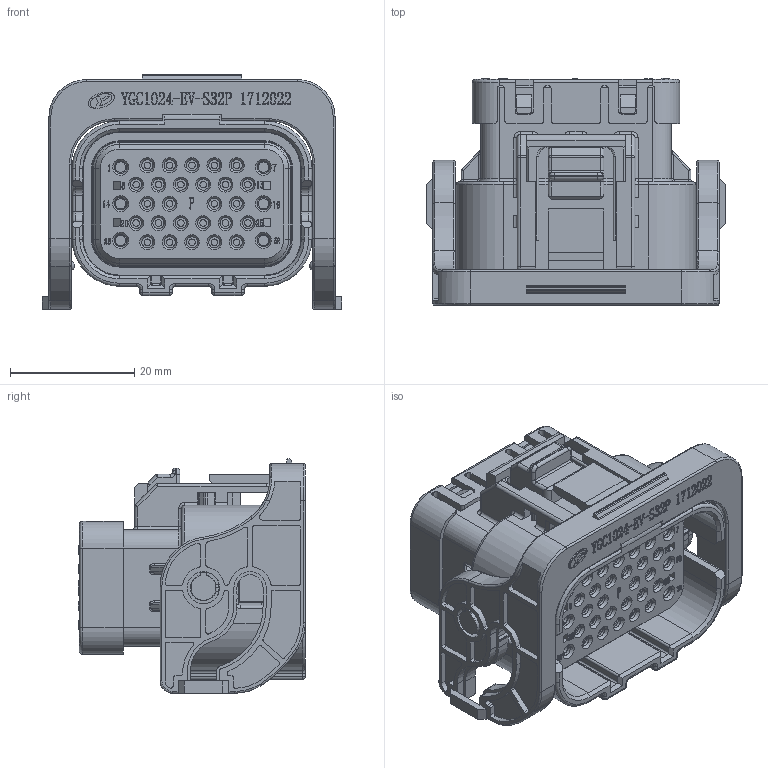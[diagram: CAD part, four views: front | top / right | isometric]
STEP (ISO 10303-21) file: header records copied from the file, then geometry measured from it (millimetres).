
FILE_DESCRIPTION (( 'STEP AP203' ), '1' );
FILE_NAME ('YG1024²åÍ·.STEP', '2022-10-25T06:23:35', ( 'yguser' ), ( 'ygkj' ), 'SwSTEP 2.0', 'SolidWorks 2018', '' );
FILE_SCHEMA (( 'CONFIG_CONTROL_DESIGN' ));
Products named in the file (1): YG1024脣芛
Bounding box: 48.3 x 36.7 x 37.8 mm (x, y, z)
Volume: 23872.2 mm3; surface area: 24766.4 mm2
Topology: 2 solids, 68 shells, 3961 faces, 10522 edges, 6748 vertices
Faces by surface type: plane 1770, cylinder 1107, bspline 688, cone 204, torus 160, sphere 32
Entity records: 152916 total; most frequent: CARTESIAN_POINT 57183, ORIENTED_EDGE 20980, DIRECTION 18110, EDGE_CURVE 10490, VERTEX_POINT 6748, LINE 6286, VECTOR 6286, AXIS2_PLACEMENT_3D 5912
